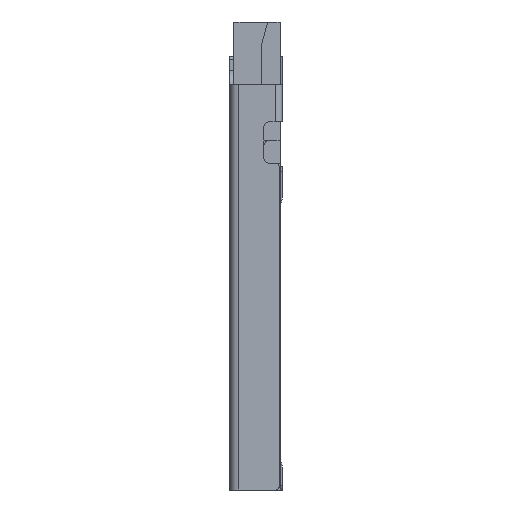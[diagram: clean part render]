
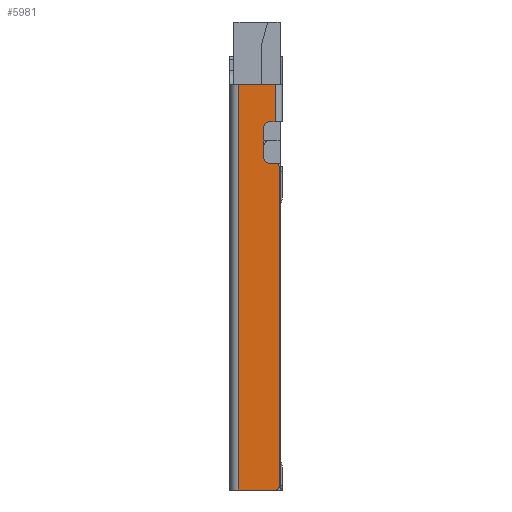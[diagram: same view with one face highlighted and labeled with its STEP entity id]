
A CAD part, left-side view. The second image highlights one B-rep face of the part: STEP entity #5981.
In plain terms, the highlighted planar face has unit normal (-1, 0, 0).
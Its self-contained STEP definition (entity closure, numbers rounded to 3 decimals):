
#35 = DIRECTION ( 'NONE',  ( 0., 0., 1. ) ) ;
#54 = CARTESIAN_POINT ( 'NONE',  ( -7., 0.25, -0.65 ) ) ;
#127 = DIRECTION ( 'NONE',  ( 0., 0., 1. ) ) ;
#399 = LINE ( 'NONE', #9589, #1772 ) ;
#434 = VERTEX_POINT ( 'NONE', #4175 ) ;
#435 = LINE ( 'NONE', #1746, #4406 ) ;
#534 = CIRCLE ( 'NONE', #4133, 0.2 ) ;
#610 = DIRECTION ( 'NONE',  ( 0., 0., 1. ) ) ;
#816 = CARTESIAN_POINT ( 'NONE',  ( -7., 1.55, -27.659 ) ) ;
#1068 = ORIENTED_EDGE ( 'NONE', *, *, #5304, .F. ) ;
#1071 = LINE ( 'NONE', #9770, #9539 ) ;
#1478 = DIRECTION ( 'NONE',  ( 0., -1., 0. ) ) ;
#1495 = ORIENTED_EDGE ( 'NONE', *, *, #5322, .F. ) ;
#1510 = DIRECTION ( 'NONE',  ( -1., 0., 0. ) ) ;
#1521 = CARTESIAN_POINT ( 'NONE',  ( -7., 0.45, -0.65 ) ) ;
#1644 = CARTESIAN_POINT ( 'NONE',  ( -7., 0.25, 0.65 ) ) ;
#1697 = DIRECTION ( 'NONE',  ( 0., 1., 0. ) ) ;
#1713 = CARTESIAN_POINT ( 'NONE',  ( -7., 0.1, -13.4 ) ) ;
#1746 = CARTESIAN_POINT ( 'NONE',  ( -7., 0., -0.65 ) ) ;
#1772 = VECTOR ( 'NONE', #127, 1000. ) ;
#1816 = EDGE_CURVE ( 'NONE', #6690, #3861, #435, .T. ) ;
#1907 = LINE ( 'NONE', #816, #7853 ) ;
#2081 = CARTESIAN_POINT ( 'NONE',  ( -7., 0.45, -2.1 ) ) ;
#2335 = DIRECTION ( 'NONE',  ( 0., -1., 0. ) ) ;
#2479 = ORIENTED_EDGE ( 'NONE', *, *, #10196, .T. ) ;
#2664 = EDGE_CURVE ( 'NONE', #434, #4619, #8128, .T. ) ;
#2667 = LINE ( 'NONE', #2719, #7375 ) ;
#2719 = CARTESIAN_POINT ( 'NONE',  ( -7., 0.08, 0.65 ) ) ;
#2754 = EDGE_CURVE ( 'NONE', #7281, #9211, #2667, .T. ) ;
#2901 = LINE ( 'NONE', #5436, #4108 ) ;
#2961 = VERTEX_POINT ( 'NONE', #2081 ) ;
#3081 = EDGE_CURVE ( 'NONE', #3302, #7761, #6229, .T. ) ;
#3118 = ORIENTED_EDGE ( 'NONE', *, *, #1816, .F. ) ;
#3276 = CARTESIAN_POINT ( 'NONE',  ( -7., 0.25, -13.4 ) ) ;
#3302 = VERTEX_POINT ( 'NONE', #8154 ) ;
#3309 = DIRECTION ( 'NONE',  ( -1., 0., 0. ) ) ;
#3367 = ORIENTED_EDGE ( 'NONE', *, *, #7563, .F. ) ;
#3560 = DIRECTION ( 'NONE',  ( 0., 1., 0. ) ) ;
#3682 = VECTOR ( 'NONE', #5207, 1000. ) ;
#3770 = VERTEX_POINT ( 'NONE', #1713 ) ;
#3831 = EDGE_LOOP ( 'NONE', ( #2479, #6494, #3367, #1068, #9392, #4396, #3118, #9915, #9546, #1495, #6764, #9936 ) ) ;
#3861 = VERTEX_POINT ( 'NONE', #1521 ) ;
#4026 = AXIS2_PLACEMENT_3D ( 'NONE', #9432, #1510, #1478 ) ;
#4068 = EDGE_CURVE ( 'NONE', #3861, #434, #9226, .T. ) ;
#4108 = VECTOR ( 'NONE', #610, 1000. ) ;
#4133 = AXIS2_PLACEMENT_3D ( 'NONE', #4545, #9337, #7846 ) ;
#4175 = CARTESIAN_POINT ( 'NONE',  ( -7., 0.65, -0.85 ) ) ;
#4220 = VERTEX_POINT ( 'NONE', #5924 ) ;
#4396 = ORIENTED_EDGE ( 'NONE', *, *, #4068, .F. ) ;
#4406 = VECTOR ( 'NONE', #4772, 1000. ) ;
#4545 = CARTESIAN_POINT ( 'NONE',  ( -7., 0.45, -1.9 ) ) ;
#4599 = AXIS2_PLACEMENT_3D ( 'NONE', #3276, #7306, #5622 ) ;
#4619 = VERTEX_POINT ( 'NONE', #5591 ) ;
#4772 = DIRECTION ( 'NONE',  ( 0., 1., 0. ) ) ;
#4844 = CARTESIAN_POINT ( 'NONE',  ( -7., 1.55, 0.65 ) ) ;
#4999 = FACE_OUTER_BOUND ( 'NONE', #3831, .T. ) ;
#5027 = VECTOR ( 'NONE', #6448, 1000. ) ;
#5207 = DIRECTION ( 'NONE',  ( 0., -1., 0. ) ) ;
#5304 = EDGE_CURVE ( 'NONE', #4619, #2961, #534, .T. ) ;
#5322 = EDGE_CURVE ( 'NONE', #8112, #9211, #1907, .T. ) ;
#5436 = CARTESIAN_POINT ( 'NONE',  ( -7., 0.1, -27.659 ) ) ;
#5469 = EDGE_CURVE ( 'NONE', #6690, #7281, #399, .T. ) ;
#5591 = CARTESIAN_POINT ( 'NONE',  ( -7., 0.65, -1.9 ) ) ;
#5622 = DIRECTION ( 'NONE',  ( 0., -1., 0. ) ) ;
#5645 = CARTESIAN_POINT ( 'NONE',  ( -7., 0.65, -1.5 ) ) ;
#5924 = CARTESIAN_POINT ( 'NONE',  ( -7., 0.25, -13.55 ) ) ;
#5981 = ADVANCED_FACE ( 'NONE', ( #4999 ), #10275, .T. ) ;
#6197 = CARTESIAN_POINT ( 'NONE',  ( -7., 0.25, -2.1 ) ) ;
#6229 = CIRCLE ( 'NONE', #4026, 0.15 ) ;
#6316 = DIRECTION ( 'NONE',  ( -1., 0., 0. ) ) ;
#6448 = DIRECTION ( 'NONE',  ( 0., 0., -1. ) ) ;
#6494 = ORIENTED_EDGE ( 'NONE', *, *, #3081, .T. ) ;
#6665 = LINE ( 'NONE', #7542, #3682 ) ;
#6690 = VERTEX_POINT ( 'NONE', #54 ) ;
#6749 = CIRCLE ( 'NONE', #4599, 0.15 ) ;
#6764 = ORIENTED_EDGE ( 'NONE', *, *, #8198, .F. ) ;
#7281 = VERTEX_POINT ( 'NONE', #1644 ) ;
#7306 = DIRECTION ( 'NONE',  ( -1., 0., 0. ) ) ;
#7342 = CARTESIAN_POINT ( 'NONE',  ( -7., 1.55, -13.55 ) ) ;
#7370 = EDGE_CURVE ( 'NONE', #4220, #3770, #6749, .T. ) ;
#7375 = VECTOR ( 'NONE', #3560, 1000. ) ;
#7542 = CARTESIAN_POINT ( 'NONE',  ( -7., 0.45, -2.1 ) ) ;
#7563 = EDGE_CURVE ( 'NONE', #2961, #7761, #6665, .T. ) ;
#7761 = VERTEX_POINT ( 'NONE', #6197 ) ;
#7846 = DIRECTION ( 'NONE',  ( 0., -1., 0. ) ) ;
#7853 = VECTOR ( 'NONE', #35, 1000. ) ;
#8112 = VERTEX_POINT ( 'NONE', #7342 ) ;
#8128 = LINE ( 'NONE', #5645, #5027 ) ;
#8154 = CARTESIAN_POINT ( 'NONE',  ( -7., 0.1, -2.25 ) ) ;
#8198 = EDGE_CURVE ( 'NONE', #4220, #8112, #1071, .T. ) ;
#8216 = AXIS2_PLACEMENT_3D ( 'NONE', #8668, #6316, #2335 ) ;
#8668 = CARTESIAN_POINT ( 'NONE',  ( -7., 0.1, -27.659 ) ) ;
#8839 = CARTESIAN_POINT ( 'NONE',  ( -7., 0.45, -0.85 ) ) ;
#8876 = DIRECTION ( 'NONE',  ( 0., -1., 0. ) ) ;
#9211 = VERTEX_POINT ( 'NONE', #4844 ) ;
#9226 = CIRCLE ( 'NONE', #9460, 0.2 ) ;
#9337 = DIRECTION ( 'NONE',  ( -1., 0., 0. ) ) ;
#9392 = ORIENTED_EDGE ( 'NONE', *, *, #2664, .F. ) ;
#9432 = CARTESIAN_POINT ( 'NONE',  ( -7., 0.25, -2.25 ) ) ;
#9460 = AXIS2_PLACEMENT_3D ( 'NONE', #8839, #3309, #8876 ) ;
#9539 = VECTOR ( 'NONE', #1697, 1000. ) ;
#9546 = ORIENTED_EDGE ( 'NONE', *, *, #2754, .T. ) ;
#9589 = CARTESIAN_POINT ( 'NONE',  ( -7., 0.25, -27.659 ) ) ;
#9770 = CARTESIAN_POINT ( 'NONE',  ( -7., 0.1, -13.55 ) ) ;
#9915 = ORIENTED_EDGE ( 'NONE', *, *, #5469, .T. ) ;
#9936 = ORIENTED_EDGE ( 'NONE', *, *, #7370, .T. ) ;
#10196 = EDGE_CURVE ( 'NONE', #3770, #3302, #2901, .T. ) ;
#10275 = PLANE ( 'NONE',  #8216 ) ;
